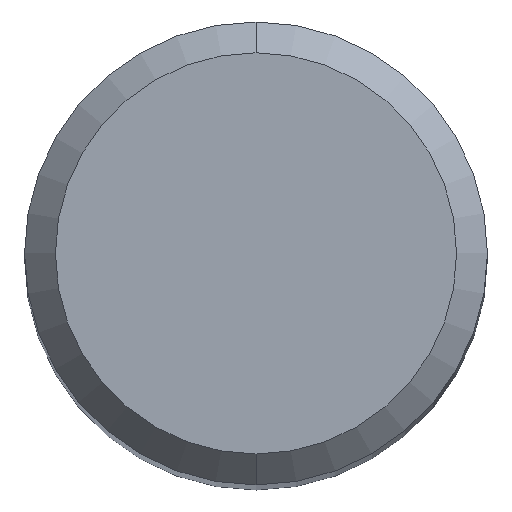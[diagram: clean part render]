
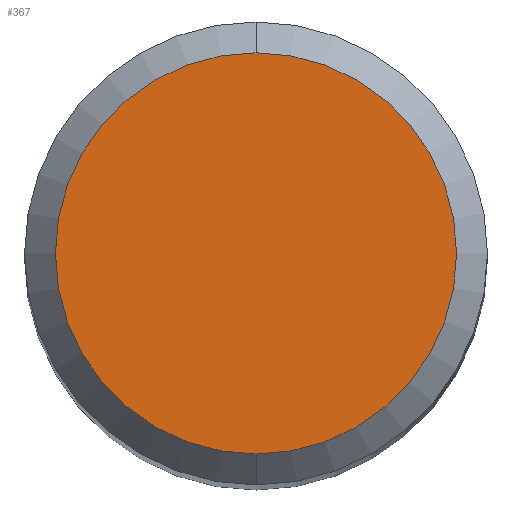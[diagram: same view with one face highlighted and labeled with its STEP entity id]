
A CAD part, top view. The second image highlights one B-rep face of the part: STEP entity #367.
In plain terms, the highlighted planar face has unit normal (0, 0, 1).
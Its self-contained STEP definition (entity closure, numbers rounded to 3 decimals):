
#193=VERTEX_POINT('',#508);
#215=EDGE_CURVE('',#193,#459,#532,.T.);
#367=ADVANCED_FACE('',(#702),#703,.T.);
#405=EDGE_CURVE('',#459,#193,#745,.T.);
#459=VERTEX_POINT('',#807);
#508=CARTESIAN_POINT('',(0.0,2.6,0.0));
#532=CIRCLE('',#908,2.6);
#702=FACE_OUTER_BOUND('',#1214,.T.);
#703=PLANE('',#1215);
#745=CIRCLE('',#1304,2.6);
#807=CARTESIAN_POINT('',(0.,-2.6,0.0));
#908=AXIS2_PLACEMENT_3D('',#1511,#1512,#1513);
#1214=EDGE_LOOP('',(#1707,#1708));
#1215=AXIS2_PLACEMENT_3D('',#1709,#1710,#1711);
#1304=AXIS2_PLACEMENT_3D('',#1762,#1763,#1764);
#1511=CARTESIAN_POINT('',(0.0,0.0,0.0));
#1512=DIRECTION('',(0.0,0.0,-1.0));
#1513=DIRECTION('',(0.0,1.0,0.0));
#1707=ORIENTED_EDGE('',*,*,#215,.F.);
#1708=ORIENTED_EDGE('',*,*,#405,.F.);
#1709=CARTESIAN_POINT('',(0.0,1.3,0.0));
#1710=DIRECTION('',(-0.0,0.0,1.0));
#1711=DIRECTION('',(0.0,-1.0,0.0));
#1762=CARTESIAN_POINT('',(0.0,0.0,0.0));
#1763=DIRECTION('',(0.0,0.0,-1.0));
#1764=DIRECTION('',(0.0,1.0,0.0));
